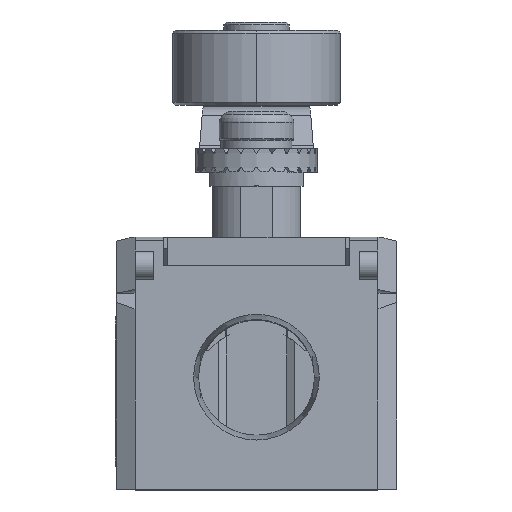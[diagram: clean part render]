
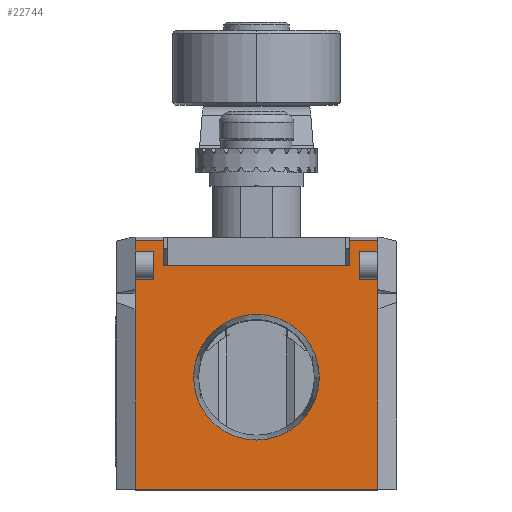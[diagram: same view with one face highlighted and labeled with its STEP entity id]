
A CAD part, top view. The second image highlights one B-rep face of the part: STEP entity #22744.
In plain terms, the highlighted planar face has unit normal (0, 0, 1).
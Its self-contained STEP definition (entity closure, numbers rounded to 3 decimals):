
#4694=DIRECTION('',(1.,0.,0.));
#4695=VECTOR('',#4694,2.);
#4696=CARTESIAN_POINT('',(11.,22.5,45.));
#4697=LINE('',#4696,#4695);
#4698=DIRECTION('',(0.,-1.,0.));
#4699=VECTOR('',#4698,2.078);
#4700=CARTESIAN_POINT('',(13.,21.402,45.));
#4701=LINE('',#4700,#4699);
#4702=DIRECTION('',(0.,-1.,0.));
#4703=VECTOR('',#4702,19.323);
#4704=CARTESIAN_POINT('',(13.,19.323,45.));
#4705=LINE('',#4704,#4703);
#4706=DIRECTION('',(-1.,0.,0.));
#4707=VECTOR('',#4706,26.);
#4708=CARTESIAN_POINT('',(13.,0.,45.));
#4709=LINE('',#4708,#4707);
#4710=DIRECTION('',(0.,1.,0.));
#4711=VECTOR('',#4710,2.078);
#4712=CARTESIAN_POINT('',(-13.,19.323,45.));
#4713=LINE('',#4712,#4711);
#4714=DIRECTION('',(0.,1.,0.));
#4715=VECTOR('',#4714,1.098);
#4716=CARTESIAN_POINT('',(-13.,21.402,45.));
#4717=LINE('',#4716,#4715);
#4718=DIRECTION('',(0.,1.,0.));
#4719=VECTOR('',#4718,1.5);
#4720=CARTESIAN_POINT('',(-11.,22.5,45.));
#4721=LINE('',#4720,#4719);
#4722=DIRECTION('',(0.,1.,0.));
#4723=VECTOR('',#4722,1.5);
#4724=CARTESIAN_POINT('',(-11.,24.,45.));
#4725=LINE('',#4724,#4723);
#4726=DIRECTION('',(-1.,0.,0.));
#4727=VECTOR('',#4726,2.);
#4728=CARTESIAN_POINT('',(-11.,25.5,45.));
#4729=LINE('',#4728,#4727);
#4730=DIRECTION('',(0.,1.,0.));
#4731=VECTOR('',#4730,1.098);
#4732=CARTESIAN_POINT('',(-13.,25.5,45.));
#4733=LINE('',#4732,#4731);
#4734=DIRECTION('',(0.,1.,0.));
#4735=VECTOR('',#4734,2.598);
#4736=CARTESIAN_POINT('',(10.,24.,45.));
#4737=LINE('',#4736,#4735);
#4743=CARTESIAN_POINT('',(0.,12.,45.));
#4744=DIRECTION('',(0.,0.,1.));
#4745=DIRECTION('',(-1.,0.,0.));
#4746=AXIS2_PLACEMENT_3D('',#4743,#4744,#4745);
#4757=CARTESIAN_POINT('',(0.,12.,45.));
#4758=DIRECTION('',(0.,0.,1.));
#4759=DIRECTION('',(1.,0.,0.));
#4760=AXIS2_PLACEMENT_3D('',#4757,#4758,#4759);
#6235=DIRECTION('',(1.,0.,0.));
#6236=VECTOR('',#6235,2.);
#6237=CARTESIAN_POINT('',(11.,25.5,45.));
#6238=LINE('',#6237,#6236);
#6248=DIRECTION('',(0.,1.,0.));
#6249=VECTOR('',#6248,1.098);
#6250=CARTESIAN_POINT('',(13.,25.5,45.));
#6251=LINE('',#6250,#6249);
#6256=DIRECTION('',(0.,1.,0.));
#6257=VECTOR('',#6256,1.098);
#6258=CARTESIAN_POINT('',(13.,21.402,45.));
#6259=LINE('',#6258,#6257);
#6273=DIRECTION('',(-1.,0.,0.));
#6274=VECTOR('',#6273,3.);
#6275=CARTESIAN_POINT('',(13.,26.598,45.));
#6276=LINE('',#6275,#6274);
#6322=DIRECTION('',(-1.,0.,0.));
#6323=VECTOR('',#6322,20.);
#6324=CARTESIAN_POINT('',(10.,24.,45.));
#6325=LINE('',#6324,#6323);
#6379=DIRECTION('',(0.,1.,0.));
#6380=VECTOR('',#6379,2.598);
#6381=CARTESIAN_POINT('',(-10.,24.,45.));
#6382=LINE('',#6381,#6380);
#6405=DIRECTION('',(-1.,0.,0.));
#6406=VECTOR('',#6405,3.);
#6407=CARTESIAN_POINT('',(-10.,26.598,45.));
#6408=LINE('',#6407,#6406);
#6475=DIRECTION('',(-1.,0.,0.));
#6476=VECTOR('',#6475,2.);
#6477=CARTESIAN_POINT('',(-11.,22.5,45.));
#6478=LINE('',#6477,#6476);
#6518=DIRECTION('',(0.,-1.,0.));
#6519=VECTOR('',#6518,19.323);
#6520=CARTESIAN_POINT('',(-13.,19.323,45.));
#6521=LINE('',#6520,#6519);
#6764=DIRECTION('',(0.,1.,0.));
#6765=VECTOR('',#6764,1.5);
#6766=CARTESIAN_POINT('',(11.,22.5,45.));
#6767=LINE('',#6766,#6765);
#6781=DIRECTION('',(0.,1.,0.));
#6782=VECTOR('',#6781,1.5);
#6783=CARTESIAN_POINT('',(11.,24.,45.));
#6784=LINE('',#6783,#6782);
#14182=CARTESIAN_POINT('',(-13.,0.,45.));
#14183=VERTEX_POINT('',#14182);
#14184=CARTESIAN_POINT('',(13.,0.,45.));
#14185=VERTEX_POINT('',#14184);
#14522=CARTESIAN_POINT('',(13.,19.323,45.));
#14523=VERTEX_POINT('',#14522);
#14526=CARTESIAN_POINT('',(13.,21.402,45.));
#14527=VERTEX_POINT('',#14526);
#14532=CARTESIAN_POINT('',(11.,25.5,45.));
#14533=CARTESIAN_POINT('',(13.,25.5,45.));
#14534=VERTEX_POINT('',#14532);
#14535=VERTEX_POINT('',#14533);
#14536=CARTESIAN_POINT('',(11.,24.,45.));
#14537=VERTEX_POINT('',#14536);
#14538=CARTESIAN_POINT('',(11.,22.5,45.));
#14539=VERTEX_POINT('',#14538);
#14540=CARTESIAN_POINT('',(13.,22.5,45.));
#14541=VERTEX_POINT('',#14540);
#14542=CARTESIAN_POINT('',(-13.,19.323,45.));
#14543=VERTEX_POINT('',#14542);
#14544=CARTESIAN_POINT('',(-13.,21.402,45.));
#14545=VERTEX_POINT('',#14544);
#14546=CARTESIAN_POINT('',(-13.,22.5,45.));
#14547=VERTEX_POINT('',#14546);
#14548=CARTESIAN_POINT('',(-11.,22.5,45.));
#14549=VERTEX_POINT('',#14548);
#14550=CARTESIAN_POINT('',(-11.,24.,45.));
#14551=VERTEX_POINT('',#14550);
#14552=CARTESIAN_POINT('',(-11.,25.5,45.));
#14553=VERTEX_POINT('',#14552);
#14554=CARTESIAN_POINT('',(-13.,25.5,45.));
#14555=VERTEX_POINT('',#14554);
#14556=CARTESIAN_POINT('',(-13.,26.598,45.));
#14557=VERTEX_POINT('',#14556);
#14558=CARTESIAN_POINT('',(-10.,26.598,45.));
#14559=VERTEX_POINT('',#14558);
#14560=CARTESIAN_POINT('',(-10.,24.,45.));
#14561=VERTEX_POINT('',#14560);
#14562=CARTESIAN_POINT('',(10.,24.,45.));
#14563=VERTEX_POINT('',#14562);
#14564=CARTESIAN_POINT('',(10.,26.598,45.));
#14565=VERTEX_POINT('',#14564);
#14566=CARTESIAN_POINT('',(13.,26.598,45.));
#14567=VERTEX_POINT('',#14566);
#16541=CARTESIAN_POINT('',(-6.731,12.,45.));
#16542=CARTESIAN_POINT('',(6.731,12.,45.));
#16543=VERTEX_POINT('',#16541);
#16544=VERTEX_POINT('',#16542);
#22689=CARTESIAN_POINT('',(-15.,0.,45.));
#22690=DIRECTION('',(0.,0.,1.));
#22691=DIRECTION('',(1.,0.,0.));
#22692=AXIS2_PLACEMENT_3D('',#22689,#22690,#22691);
#22693=PLANE('',#22692);
#22695=ORIENTED_EDGE('',*,*,#22694,.F.);
#22697=ORIENTED_EDGE('',*,*,#22696,.F.);
#22699=ORIENTED_EDGE('',*,*,#22698,.F.);
#22701=ORIENTED_EDGE('',*,*,#22700,.T.);
#22703=ORIENTED_EDGE('',*,*,#22702,.F.);
#22704=ORIENTED_EDGE('',*,*,#22678,.T.);
#22706=ORIENTED_EDGE('',*,*,#22705,.T.);
#22707=ORIENTED_EDGE('',*,*,#21774,.T.);
#22709=ORIENTED_EDGE('',*,*,#22708,.F.);
#22711=ORIENTED_EDGE('',*,*,#22710,.T.);
#22713=ORIENTED_EDGE('',*,*,#22712,.T.);
#22715=ORIENTED_EDGE('',*,*,#22714,.F.);
#22717=ORIENTED_EDGE('',*,*,#22716,.T.);
#22719=ORIENTED_EDGE('',*,*,#22718,.T.);
#22721=ORIENTED_EDGE('',*,*,#22720,.T.);
#22723=ORIENTED_EDGE('',*,*,#22722,.T.);
#22725=ORIENTED_EDGE('',*,*,#22724,.F.);
#22727=ORIENTED_EDGE('',*,*,#22726,.F.);
#22729=ORIENTED_EDGE('',*,*,#22728,.F.);
#22731=ORIENTED_EDGE('',*,*,#22730,.T.);
#22733=ORIENTED_EDGE('',*,*,#22732,.F.);
#22735=ORIENTED_EDGE('',*,*,#22734,.F.);
#22736=EDGE_LOOP('',(#22695,#22697,#22699,#22701,#22703,#22704,#22706,#22707,
#22709,#22711,#22713,#22715,#22717,#22719,#22721,#22723,#22725,#22727,#22729,
#22731,#22733,#22735));
#22737=FACE_OUTER_BOUND('',#22736,.F.);
#22739=ORIENTED_EDGE('',*,*,#22738,.T.);
#22741=ORIENTED_EDGE('',*,*,#22740,.T.);
#22742=EDGE_LOOP('',(#22739,#22741));
#22743=FACE_BOUND('',#22742,.F.);
#22744=ADVANCED_FACE('',(#22737,#22743),#22693,.T.);
#4747=CIRCLE('',#4746,6.731);
#4761=CIRCLE('',#4760,6.731);
#21774=EDGE_CURVE('',#14185,#14183,#4709,.T.);
#22678=EDGE_CURVE('',#14527,#14523,#4701,.T.);
#22694=EDGE_CURVE('',#14534,#14535,#6238,.T.);
#22696=EDGE_CURVE('',#14537,#14534,#6784,.T.);
#22698=EDGE_CURVE('',#14539,#14537,#6767,.T.);
#22700=EDGE_CURVE('',#14539,#14541,#4697,.T.);
#22702=EDGE_CURVE('',#14527,#14541,#6259,.T.);
#22705=EDGE_CURVE('',#14523,#14185,#4705,.T.);
#22708=EDGE_CURVE('',#14543,#14183,#6521,.T.);
#22710=EDGE_CURVE('',#14543,#14545,#4713,.T.);
#22712=EDGE_CURVE('',#14545,#14547,#4717,.T.);
#22714=EDGE_CURVE('',#14549,#14547,#6478,.T.);
#22716=EDGE_CURVE('',#14549,#14551,#4721,.T.);
#22718=EDGE_CURVE('',#14551,#14553,#4725,.T.);
#22720=EDGE_CURVE('',#14553,#14555,#4729,.T.);
#22722=EDGE_CURVE('',#14555,#14557,#4733,.T.);
#22724=EDGE_CURVE('',#14559,#14557,#6408,.T.);
#22726=EDGE_CURVE('',#14561,#14559,#6382,.T.);
#22728=EDGE_CURVE('',#14563,#14561,#6325,.T.);
#22730=EDGE_CURVE('',#14563,#14565,#4737,.T.);
#22732=EDGE_CURVE('',#14567,#14565,#6276,.T.);
#22734=EDGE_CURVE('',#14535,#14567,#6251,.T.);
#22738=EDGE_CURVE('',#16543,#16544,#4747,.T.);
#22740=EDGE_CURVE('',#16544,#16543,#4761,.T.);
